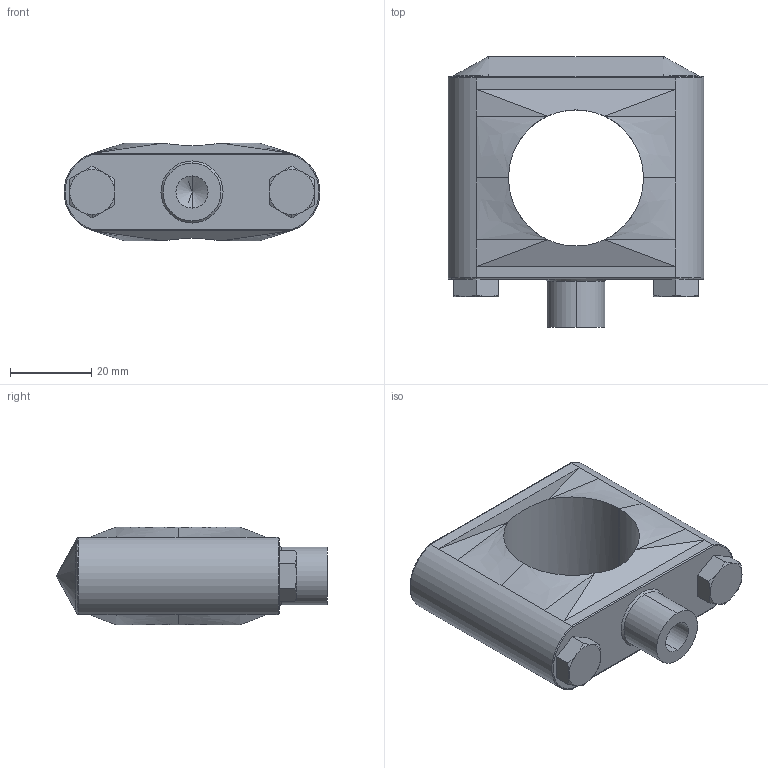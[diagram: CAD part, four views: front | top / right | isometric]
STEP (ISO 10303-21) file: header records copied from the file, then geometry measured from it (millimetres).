
FILE_DESCRIPTION (( 'STEP AP214' ), '1' );
FILE_NAME ('CSDBMTC1.0P304ZP.STEP', '2023-05-29T04:49:31', ( '' ), ( '' ), 'SwSTEP 2.0', 'SolidWorks 2018', '' );
FILE_SCHEMA (( 'AUTOMOTIVE_DESIGN' ));
Length unit declared in the file: inch
Products named in the file (1): CSDBMTC1.0P304ZP
Bounding box: 63.17 x 66.79 x 24.13 mm (x, y, z)
Volume: 47385.4 mm3; surface area: 11753.9 mm2
Topology: 1 solids, 1 shells, 91 faces, 214 edges, 125 vertices
Faces by surface type: plane 36, cone 20, cylinder 15, bspline 14, torus 4, sphere 2
Entity records: 3499 total; most frequent: CARTESIAN_POINT 1558, ORIENTED_EDGE 424, DIRECTION 326, EDGE_CURVE 212, VERTEX_POINT 125, AXIS2_PLACEMENT_3D 116, EDGE_LOOP 95, VECTOR 94
